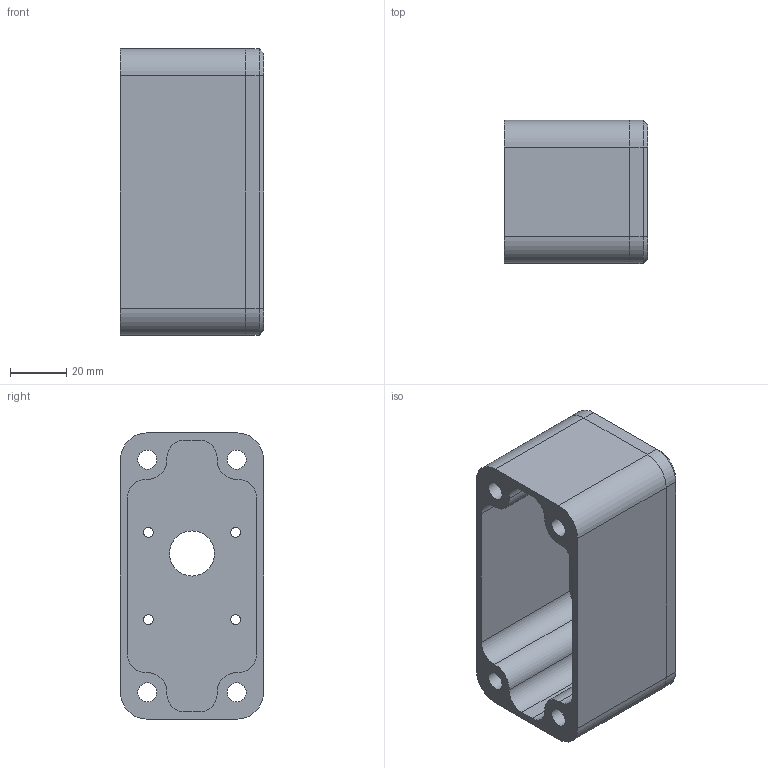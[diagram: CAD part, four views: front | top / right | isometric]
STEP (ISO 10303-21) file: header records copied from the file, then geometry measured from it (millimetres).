
FILE_DESCRIPTION(/* description */ ('MOTOR MOUNT'),/* implementation_level */ '2;1');
FILE_NAME(/* name */ 'NASA-20-MM.stp',/* time_stamp */ '2020-02-24T19:14:09-05:00',/* author */ ('mpark'),/* organization */ (''),/* preprocessor_version */ 'ST-DEVELOPER v18',/* originating_system */ 'Autodesk Inventor 2020',/* authorisation */ '');
FILE_SCHEMA (('AUTOMOTIVE_DESIGN { 1 0 10303 214 3 1 1 }'));
Length unit declared in the file: inch
Products named in the file (3): NASA-20-MM; NASA-20-MM-MB-01; NASA-20-MM-MP-01
Assembly tree (2 placements, depth 2):
  NASA-20-MM
    NASA-20-MM-MB-01
    NASA-20-MM-MP-01
Bounding box: 50.8 x 50.8 x 101.6 mm (x, y, z)
Volume: 87703 mm3; surface area: 42814.3 mm2
Topology: 2 solids, 2 shells, 73 faces, 196 edges, 135 vertices
Faces by surface type: cylinder 41, plane 28, cone 4
Full cylindrical faces by diameter (mm): 3.404 x4, 6.502 x4, 6.756 x8, 11.125 x4, 16 x1
Entity records: 2524 total; most frequent: DIRECTION 459, CARTESIAN_POINT 409, ORIENTED_EDGE 392, EDGE_CURVE 196, AXIS2_PLACEMENT_3D 185, VERTEX_POINT 135, EDGE_LOOP 109, CIRCLE 107
